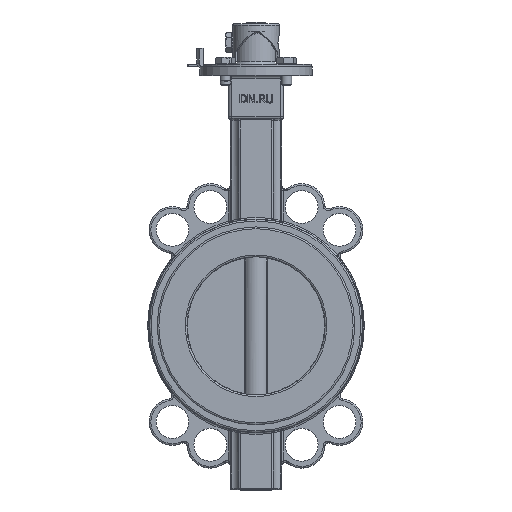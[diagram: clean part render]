
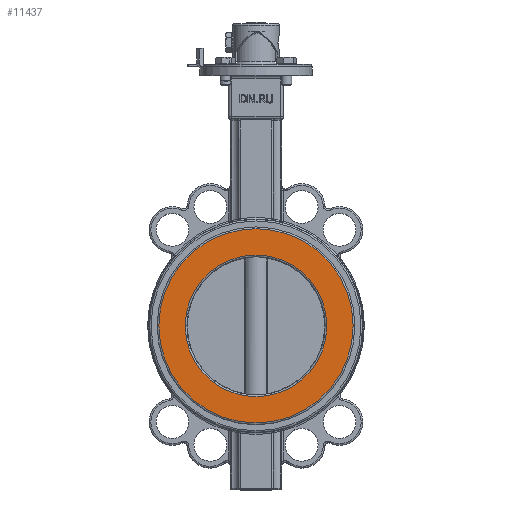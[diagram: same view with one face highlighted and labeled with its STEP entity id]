
A CAD part, top view. The second image highlights one B-rep face of the part: STEP entity #11437.
In plain terms, the highlighted planar face has unit normal (0, 0, 1).
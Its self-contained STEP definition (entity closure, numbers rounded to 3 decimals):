
#149=FACE_BOUND('',#3303,.T.);
#256=PLANE('',#12449);
#2634=FACE_OUTER_BOUND('',#3302,.T.);
#3302=EDGE_LOOP('',(#7948));
#3303=EDGE_LOOP('',(#7949));
#4063=CIRCLE('',#12447,41.);
#4065=CIRCLE('',#12450,56.25);
#4781=VERTEX_POINT('',#19473);
#4782=VERTEX_POINT('',#19477);
#5975=EDGE_CURVE('',#4781,#4781,#4063,.T.);
#5977=EDGE_CURVE('',#4782,#4782,#4065,.T.);
#7948=ORIENTED_EDGE('',*,*,#5977,.F.);
#7949=ORIENTED_EDGE('',*,*,#5975,.F.);
#11437=ADVANCED_FACE('',(#2634,#149),#256,.T.);
#12447=AXIS2_PLACEMENT_3D('',#19474,#14170,#14171);
#12449=AXIS2_PLACEMENT_3D('',#19476,#14174,#14175);
#12450=AXIS2_PLACEMENT_3D('',#19478,#14176,#14177);
#14170=DIRECTION('center_axis',(0.,0.,1.));
#14171=DIRECTION('ref_axis',(-1.,0.,0.));
#14174=DIRECTION('center_axis',(0.,0.,1.));
#14175=DIRECTION('ref_axis',(1.,0.,0.));
#14176=DIRECTION('center_axis',(0.,0.,-1.));
#14177=DIRECTION('ref_axis',(-1.,0.,0.));
#19473=CARTESIAN_POINT('',(41.,0.,25.));
#19474=CARTESIAN_POINT('Origin',(0.,0.,25.));
#19476=CARTESIAN_POINT('Origin',(0.,0.,25.));
#19477=CARTESIAN_POINT('',(-56.25,0.,25.));
#19478=CARTESIAN_POINT('Origin',(0.,0.,25.));
